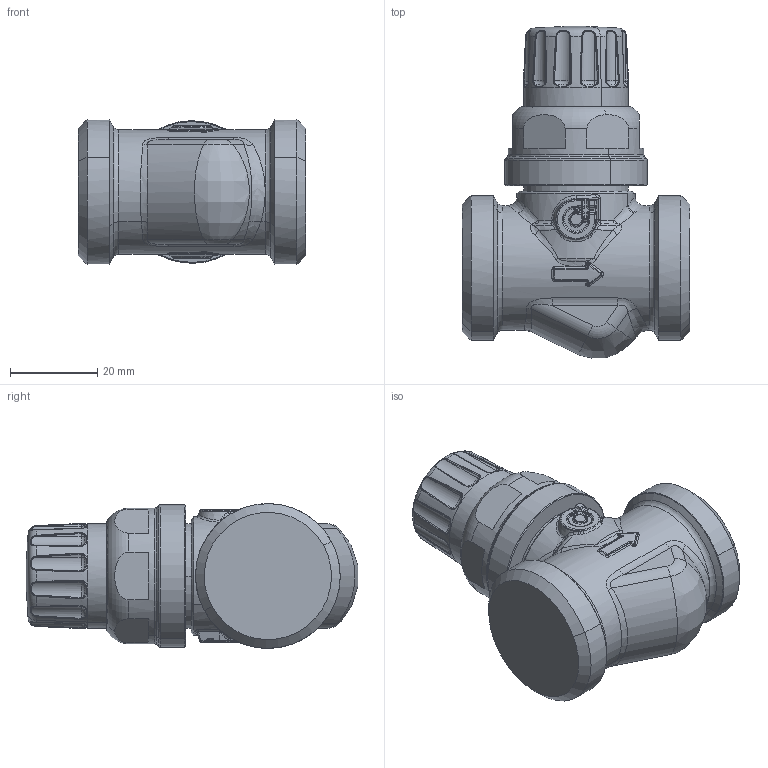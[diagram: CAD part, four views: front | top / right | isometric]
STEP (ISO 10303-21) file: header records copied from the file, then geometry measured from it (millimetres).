
FILE_DESCRIPTION(('CATIA V5 STEP Exchange','CAx-IF Rec.Pracs.--- Model Styling and Organization---1.5--- 2016-08-15','CAx-IF Rec.Pracs.---Supplemental Geometry---1.0---2011-11-01','CAx-IF Rec.Pracs.--- Composite Materials ---3.4---2017-06-13','CAx-IF Rec.Pracs.---Tessellated 3D Geometry---1.0---2015-12-17'),'2;1');
FILE_NAME('STEP_676000A_-_TST.stp','2025-05-28T11:42:16+00:00',('none'),('none'),'CATIA Version 5-6 Release 2020 SP5','CATIA V5 STEP AP242 v2','none');
FILE_SCHEMA(('AP242_MANAGED_MODEL_BASED_3D_ENGINEERING_MIM_LF {1 0 10303 442 1 1 4}'));
Products named in the file (1): 676000A - TST
Bounding box: 52 x 75.91 x 33.09 mm (x, y, z)
Volume: 63742.1 mm3; surface area: 11159.8 mm2
Topology: 1 solids, 1 shells, 744 faces, 1730 edges, 941 vertices
Faces by surface type: bspline 342, cylinder 174, torus 68, plane 63, cone 50, sphere 32, revolution 15
Entity records: 43169 total; most frequent: CARTESIAN_POINT 29506, ORIENTED_EDGE 3356, EDGE_CURVE 1678, DIRECTION 1306, B_SPLINE_CURVE_WITH_KNOTS 1042, VERTEX_POINT 941, EDGE_LOOP 749, ADVANCED_FACE 744
